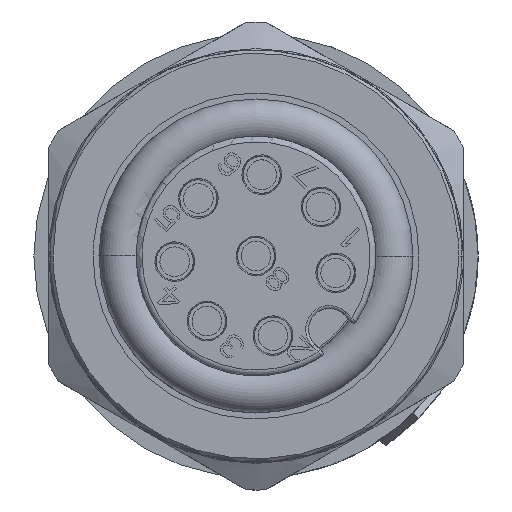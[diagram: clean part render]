
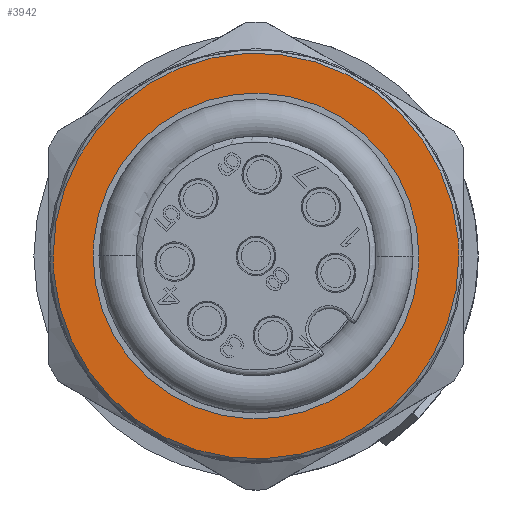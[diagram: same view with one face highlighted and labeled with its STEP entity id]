
A CAD part, front view. The second image highlights one B-rep face of the part: STEP entity #3942.
In plain terms, the highlighted planar face has unit normal (0, -1, 0).
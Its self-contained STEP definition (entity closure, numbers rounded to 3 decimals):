
#3942=ADVANCED_FACE('',(#7885,#7886),#7887,.T.);
#7885=FACE_OUTER_BOUND('',#19678,.T.);
#7886=FACE_BOUND('',#19679,.T.);
#7887=PLANE('',#19680);
#19678=EDGE_LOOP('',(#30978,#30979,#30980,#30981));
#19679=EDGE_LOOP('',(#30982,#30983,#30984,#30985));
#19680=AXIS2_PLACEMENT_3D('',#30986,#30987,#30988);
#30978=ORIENTED_EDGE('',*,*,#35791,.T.);
#30979=ORIENTED_EDGE('',*,*,#35235,.T.);
#30980=ORIENTED_EDGE('',*,*,#35793,.T.);
#30981=ORIENTED_EDGE('',*,*,#35229,.T.);
#30982=ORIENTED_EDGE('',*,*,#35292,.F.);
#30983=ORIENTED_EDGE('',*,*,#35795,.F.);
#30984=ORIENTED_EDGE('',*,*,#35223,.F.);
#30985=ORIENTED_EDGE('',*,*,#35294,.F.);
#30986=CARTESIAN_POINT('',(-7.535,-12.4,-7.497));
#30987=DIRECTION('',(0.0,-1.0,0.0));
#30988=DIRECTION('',(0.0,0.0,1.0));
#35223=EDGE_CURVE('',#41736,#41732,#41738,.T.);
#35229=EDGE_CURVE('',#41741,#41747,#41749,.T.);
#35235=EDGE_CURVE('',#41752,#41758,#41760,.T.);
#35292=EDGE_CURVE('',#41851,#41847,#41853,.T.);
#35294=EDGE_CURVE('',#41847,#41736,#41855,.T.);
#35791=EDGE_CURVE('',#41747,#41752,#42579,.T.);
#35793=EDGE_CURVE('',#41758,#41741,#42581,.T.);
#35795=EDGE_CURVE('',#41732,#41851,#42583,.T.);
#41732=VERTEX_POINT('',#53969);
#41736=VERTEX_POINT('',#53974);
#41738=CIRCLE('',#53977,5.5);
#41741=VERTEX_POINT('',#53980);
#41747=VERTEX_POINT('',#53987);
#41749=CIRCLE('',#53990,6.85);
#41752=VERTEX_POINT('',#53993);
#41758=VERTEX_POINT('',#54000);
#41760=CIRCLE('',#54003,6.85);
#41847=VERTEX_POINT('',#54102);
#41851=VERTEX_POINT('',#54107);
#41853=CIRCLE('',#54110,5.5);
#41855=CIRCLE('',#54112,5.5);
#42579=CIRCLE('',#55675,6.85);
#42581=CIRCLE('',#55677,6.85);
#42583=CIRCLE('',#55679,5.5);
#53969=CARTESIAN_POINT('',(-5.479,-12.4,0.479));
#53974=CARTESIAN_POINT('',(5.5,-12.4,0.0));
#53977=AXIS2_PLACEMENT_3D('',#59732,#59733,#59734);
#53980=CARTESIAN_POINT('',(-6.824,-12.4,-0.597));
#53987=CARTESIAN_POINT('',(6.85,-12.4,0.0));
#53990=AXIS2_PLACEMENT_3D('',#59743,#59744,#59745);
#53993=CARTESIAN_POINT('',(6.824,-12.4,0.597));
#54000=CARTESIAN_POINT('',(-6.85,-12.4,0.0));
#54003=AXIS2_PLACEMENT_3D('',#59754,#59755,#59756);
#54102=CARTESIAN_POINT('',(5.479,-12.4,-0.479));
#54107=CARTESIAN_POINT('',(-5.5,-12.4,0.0));
#54110=AXIS2_PLACEMENT_3D('',#59864,#59865,#59866);
#54112=AXIS2_PLACEMENT_3D('',#59867,#59868,#59869);
#55675=AXIS2_PLACEMENT_3D('',#60523,#60524,#60525);
#55677=AXIS2_PLACEMENT_3D('',#60526,#60527,#60528);
#55679=AXIS2_PLACEMENT_3D('',#60529,#60530,#60531);
#59732=CARTESIAN_POINT('',(0.0,-12.4,0.0));
#59733=DIRECTION('',(0.0,-1.0,0.0));
#59734=DIRECTION('',(1.0,0.0,0.0));
#59743=CARTESIAN_POINT('',(0.0,-12.4,0.0));
#59744=DIRECTION('',(0.0,-1.0,0.0));
#59745=DIRECTION('',(-1.0,0.0,0.0));
#59754=CARTESIAN_POINT('',(0.0,-12.4,0.0));
#59755=DIRECTION('',(0.0,-1.0,0.0));
#59756=DIRECTION('',(1.0,0.0,0.0));
#59864=CARTESIAN_POINT('',(0.0,-12.4,0.0));
#59865=DIRECTION('',(0.0,-1.0,0.0));
#59866=DIRECTION('',(-1.0,0.0,0.0));
#59867=CARTESIAN_POINT('',(0.0,-12.4,0.0));
#59868=DIRECTION('',(0.0,-1.0,0.0));
#59869=DIRECTION('',(-1.0,0.0,0.0));
#60523=CARTESIAN_POINT('',(0.0,-12.4,0.0));
#60524=DIRECTION('',(0.0,-1.0,0.0));
#60525=DIRECTION('',(1.0,0.0,0.0));
#60526=CARTESIAN_POINT('',(0.0,-12.4,0.0));
#60527=DIRECTION('',(0.0,-1.0,0.0));
#60528=DIRECTION('',(-1.0,0.0,0.0));
#60529=CARTESIAN_POINT('',(0.0,-12.4,0.0));
#60530=DIRECTION('',(0.0,-1.0,0.0));
#60531=DIRECTION('',(1.0,0.0,0.0));
